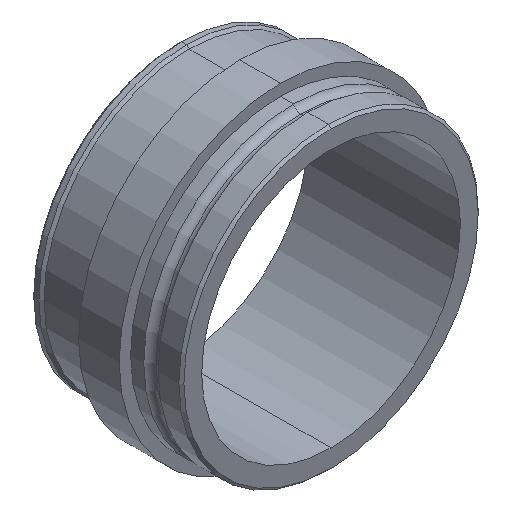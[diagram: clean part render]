
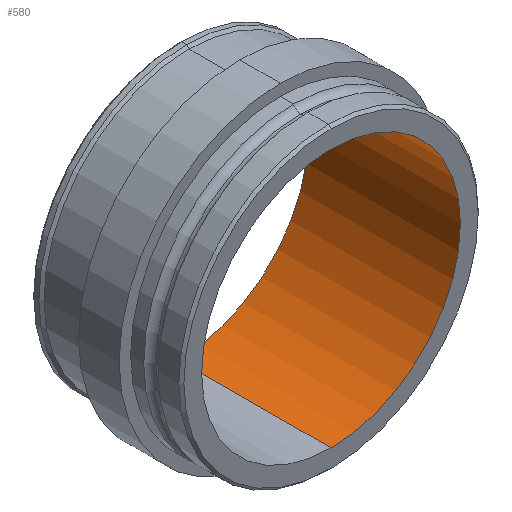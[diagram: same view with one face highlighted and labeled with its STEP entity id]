
A CAD part, isometric view. The second image highlights one B-rep face of the part: STEP entity #580.
In plain terms, the highlighted cylindrical face has radius 25.5 mm (diameter 51 mm), a partial arc.
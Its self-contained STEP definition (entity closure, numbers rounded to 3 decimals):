
#21 = ORIENTED_EDGE ( 'NONE', *, *, #243, .T. ) ;
#70 = EDGE_CURVE ( 'NONE', #205, #80, #450, .T. ) ;
#80 = VERTEX_POINT ( 'NONE', #628 ) ;
#82 = VERTEX_POINT ( 'NONE', #664 ) ;
#93 = LINE ( 'NONE', #402, #536 ) ;
#115 = CYLINDRICAL_SURFACE ( 'NONE', #264, 25.5 ) ;
#122 = FACE_OUTER_BOUND ( 'NONE', #478, .T. ) ;
#128 = AXIS2_PLACEMENT_3D ( 'NONE', #674, #673, #665 ) ;
#155 = AXIS2_PLACEMENT_3D ( 'NONE', #439, #441, #443 ) ;
#180 = ORIENTED_EDGE ( 'NONE', *, *, #70, .F. ) ;
#205 = VERTEX_POINT ( 'NONE', #421 ) ;
#243 = EDGE_CURVE ( 'NONE', #82, #398, #452, .T. ) ;
#250 = ORIENTED_EDGE ( 'NONE', *, *, #455, .F. ) ;
#262 = VECTOR ( 'NONE', #699, 1000. ) ;
#264 = AXIS2_PLACEMENT_3D ( 'NONE', #719, #368, #692 ) ;
#329 = CARTESIAN_POINT ( 'NONE',  ( 0., 30., -25.5 ) ) ;
#368 = DIRECTION ( 'NONE',  ( 0., -1., 0. ) ) ;
#396 = CARTESIAN_POINT ( 'NONE',  ( 0., 0., 25.5 ) ) ;
#398 = VERTEX_POINT ( 'NONE', #396 ) ;
#402 = CARTESIAN_POINT ( 'NONE',  ( 0., 30., 25.5 ) ) ;
#421 = CARTESIAN_POINT ( 'NONE',  ( 0., 30., -25.5 ) ) ;
#435 = ORIENTED_EDGE ( 'NONE', *, *, #484, .T. ) ;
#439 = CARTESIAN_POINT ( 'NONE',  ( 0., 0., 0. ) ) ;
#441 = DIRECTION ( 'NONE',  ( 0., -1., 0. ) ) ;
#443 = DIRECTION ( 'NONE',  ( 0., 0., -1. ) ) ;
#450 = CIRCLE ( 'NONE', #128, 25.5 ) ;
#452 = CIRCLE ( 'NONE', #155, 25.5 ) ;
#455 = EDGE_CURVE ( 'NONE', #80, #398, #93, .T. ) ;
#478 = EDGE_LOOP ( 'NONE', ( #250, #180, #435, #21 ) ) ;
#484 = EDGE_CURVE ( 'NONE', #205, #82, #552, .T. ) ;
#536 = VECTOR ( 'NONE', #706, 1000. ) ;
#552 = LINE ( 'NONE', #329, #262 ) ;
#580 = ADVANCED_FACE ( 'NONE', ( #122 ), #115, .F. ) ;
#628 = CARTESIAN_POINT ( 'NONE',  ( 0., 30., 25.5 ) ) ;
#664 = CARTESIAN_POINT ( 'NONE',  ( 0., 0., -25.5 ) ) ;
#665 = DIRECTION ( 'NONE',  ( 0., 0., -1. ) ) ;
#673 = DIRECTION ( 'NONE',  ( 0., -1., 0. ) ) ;
#674 = CARTESIAN_POINT ( 'NONE',  ( 0., 30., 0. ) ) ;
#692 = DIRECTION ( 'NONE',  ( 0., 0., -1. ) ) ;
#699 = DIRECTION ( 'NONE',  ( 0., -1., 0. ) ) ;
#706 = DIRECTION ( 'NONE',  ( 0., -1., 0. ) ) ;
#719 = CARTESIAN_POINT ( 'NONE',  ( 0., 30., 0. ) ) ;
